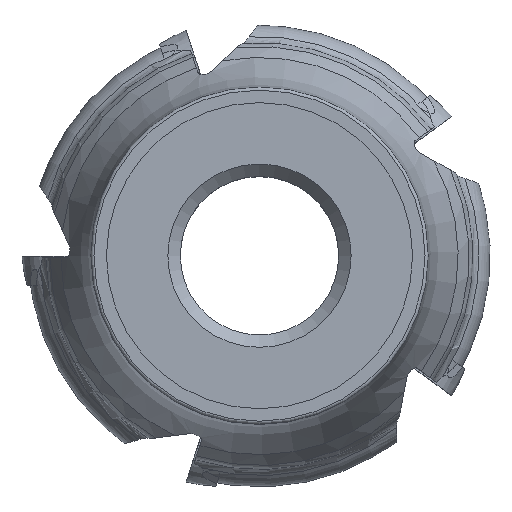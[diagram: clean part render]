
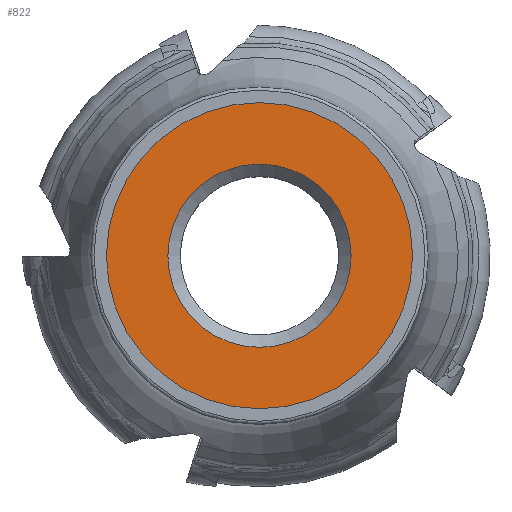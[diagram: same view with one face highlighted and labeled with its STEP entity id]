
A CAD part, top view. The second image highlights one B-rep face of the part: STEP entity #822.
In plain terms, the highlighted conical face has half-angle 89.977 degrees and reference radius 24.55 mm.
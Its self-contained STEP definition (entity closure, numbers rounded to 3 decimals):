
#387=CONICAL_SURFACE('',#5998,24.55,89.977);
#822=ADVANCED_FACE('',(#1276,#1277),#387,.F.);
#1276=FACE_BOUND('',#1456,.T.);
#1277=FACE_BOUND('',#1457,.T.);
#1456=EDGE_LOOP('',(#2764));
#1457=EDGE_LOOP('',(#2765));
#1827=CIRCLE('',#5957,14.701);
#1845=CIRCLE('',#5996,24.55);
#2764=ORIENTED_EDGE('',*,*,#4812,.T.);
#2765=ORIENTED_EDGE('',*,*,#4840,.F.);
#4226=VERTEX_POINT('',#9074);
#4246=VERTEX_POINT('',#9179);
#4812=EDGE_CURVE('',#4226,#4226,#1827,.T.);
#4840=EDGE_CURVE('',#4246,#4246,#1845,.T.);
#5957=AXIS2_PLACEMENT_3D('',#9073,#6737,#6738);
#5996=AXIS2_PLACEMENT_3D('',#9178,#6816,#6817);
#5998=AXIS2_PLACEMENT_3D('',#9181,#6820,#6821);
#6737=DIRECTION('',(0.,0.,-1.));
#6738=DIRECTION('',(-1.,0.,0.));
#6816=DIRECTION('',(0.,0.,-1.));
#6817=DIRECTION('',(-1.,0.,0.));
#6820=DIRECTION('',(0.,0.,1.));
#6821=DIRECTION('',(1.,0.,0.));
#9073=CARTESIAN_POINT('',(0.,0.,0.006));
#9074=CARTESIAN_POINT('',(-14.701,0.,0.006));
#9178=CARTESIAN_POINT('',(0.,0.,0.01));
#9179=CARTESIAN_POINT('',(-24.55,0.,0.01));
#9181=CARTESIAN_POINT('',(0.,0.,0.01));
